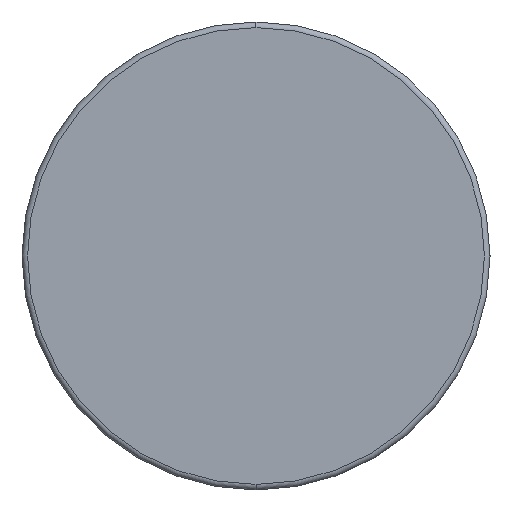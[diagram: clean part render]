
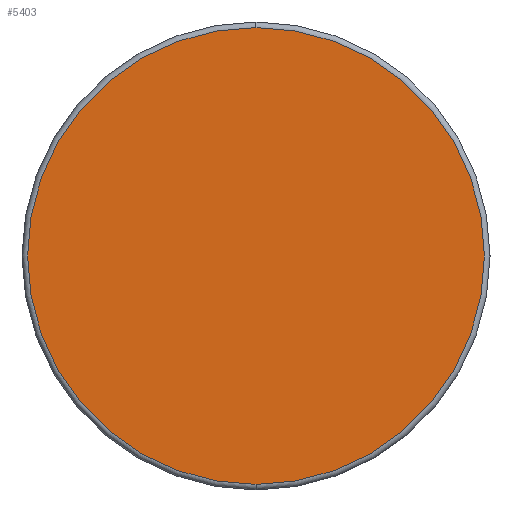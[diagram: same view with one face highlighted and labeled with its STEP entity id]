
A CAD part, left-side view. The second image highlights one B-rep face of the part: STEP entity #5403.
In plain terms, the highlighted planar face has unit normal (-1, 0, 0).
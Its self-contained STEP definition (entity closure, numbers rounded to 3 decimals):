
#76 = DIRECTION ( 'NONE',  ( 0., 0., -1. ) ) ;
#893 = CIRCLE ( 'NONE', #8067, 20.5 ) ;
#1109 = CARTESIAN_POINT ( 'NONE',  ( 0., 0., 0. ) ) ;
#2699 = FACE_OUTER_BOUND ( 'NONE', #7181, .T. ) ;
#2754 = DIRECTION ( 'NONE',  ( 0., 0., 1. ) ) ;
#3141 = DIRECTION ( 'NONE',  ( 1., 0., 0. ) ) ;
#4491 = DIRECTION ( 'NONE',  ( -1., 0., 0. ) ) ;
#4546 = EDGE_CURVE ( 'NONE', #11642, #8398, #8674, .T. ) ;
#4928 = EDGE_CURVE ( 'NONE', #8398, #11642, #893, .T. ) ;
#5403 = ADVANCED_FACE ( 'NONE', ( #2699 ), #12476, .T. ) ;
#6066 = CARTESIAN_POINT ( 'NONE',  ( 0., 0., -20.5 ) ) ;
#6561 = CARTESIAN_POINT ( 'NONE',  ( 0., 0., 20.5 ) ) ;
#7181 = EDGE_LOOP ( 'NONE', ( #12295, #10629 ) ) ;
#7546 = DIRECTION ( 'NONE',  ( 0., 0., -1. ) ) ;
#7673 = DIRECTION ( 'NONE',  ( 1., 0., 0. ) ) ;
#8067 = AXIS2_PLACEMENT_3D ( 'NONE', #1109, #3141, #76 ) ;
#8398 = VERTEX_POINT ( 'NONE', #6066 ) ;
#8674 = CIRCLE ( 'NONE', #8876, 20.5 ) ;
#8876 = AXIS2_PLACEMENT_3D ( 'NONE', #10722, #7673, #7546 ) ;
#10497 = AXIS2_PLACEMENT_3D ( 'NONE', #12354, #4491, #2754 ) ;
#10629 = ORIENTED_EDGE ( 'NONE', *, *, #4546, .F. ) ;
#10722 = CARTESIAN_POINT ( 'NONE',  ( 0., 0., 0. ) ) ;
#11642 = VERTEX_POINT ( 'NONE', #6561 ) ;
#12295 = ORIENTED_EDGE ( 'NONE', *, *, #4928, .F. ) ;
#12354 = CARTESIAN_POINT ( 'NONE',  ( 0., 0., 0. ) ) ;
#12476 = PLANE ( 'NONE',  #10497 ) ;
